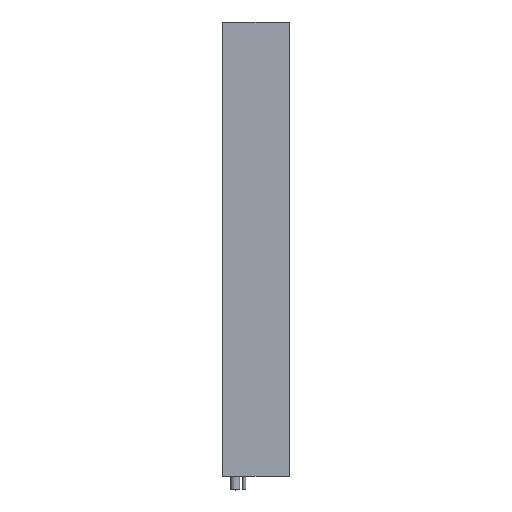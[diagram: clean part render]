
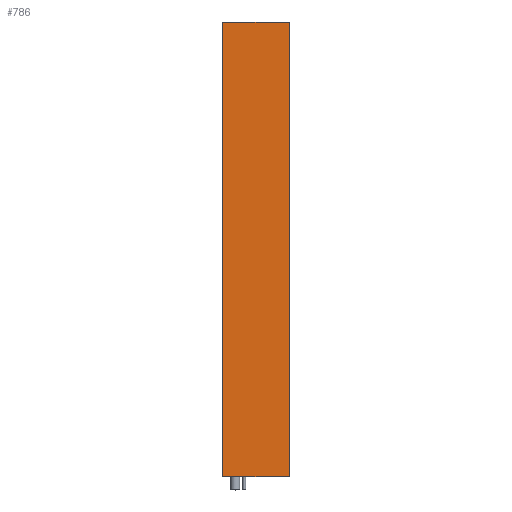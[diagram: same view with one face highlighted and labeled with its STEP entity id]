
A CAD part, top view. The second image highlights one B-rep face of the part: STEP entity #786.
In plain terms, the highlighted planar face has unit normal (0, 0, 1).
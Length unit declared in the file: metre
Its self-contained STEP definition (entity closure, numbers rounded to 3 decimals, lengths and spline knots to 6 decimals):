
#786 = ADVANCED_FACE( '', ( #2494 ), #2495, .T. );
#2494 = FACE_OUTER_BOUND( '', #4281, .T. );
#2495 = PLANE( '', #4282 );
#4281 = EDGE_LOOP( '', ( #10436, #10437, #10438, #10439 ) );
#4282 = AXIS2_PLACEMENT_3D( '', #10440, #10441, #10442 );
#10436 = ORIENTED_EDGE( '', *, *, #11402, .F. );
#10437 = ORIENTED_EDGE( '', *, *, #12964, .F. );
#10438 = ORIENTED_EDGE( '', *, *, #12965, .T. );
#10439 = ORIENTED_EDGE( '', *, *, #12966, .T. );
#10440 = CARTESIAN_POINT( '', ( 0.064, 0.8469, 0.00005 ) );
#10441 = DIRECTION( '', ( 0., 0., 1. ) );
#10442 = DIRECTION( '', ( 1., 0., 0. ) );
#11402 = EDGE_CURVE( '', #13847, #13849, #13850, .T. );
#12964 = EDGE_CURVE( '', #16381, #13847, #16382, .T. );
#12965 = EDGE_CURVE( '', #16381, #16383, #16384, .T. );
#12966 = EDGE_CURVE( '', #16383, #13849, #16385, .T. );
#13847 = VERTEX_POINT( '', #17551 );
#13849 = VERTEX_POINT( '', #17554 );
#13850 = LINE( '', #17555, #17556 );
#16381 = VERTEX_POINT( '', #21136 );
#16382 = LINE( '', #21137, #21138 );
#16383 = VERTEX_POINT( '', #21139 );
#16384 = LINE( '', #21140, #21141 );
#16385 = LINE( '', #21142, #21143 );
#17551 = CARTESIAN_POINT( '', ( 0.064, 0.0001, 0.00005 ) );
#17554 = CARTESIAN_POINT( '', ( -0.0595, 0.0001, 0.00005 ) );
#17555 = CARTESIAN_POINT( '', ( 0.064, 0.0001, 0.00005 ) );
#17556 = VECTOR( '', #22046, 1. );
#21136 = CARTESIAN_POINT( '', ( 0.064, 0.8469, 0.00005 ) );
#21137 = CARTESIAN_POINT( '', ( 0.064, 0.8469, 0.00005 ) );
#21138 = VECTOR( '', #24632, 1. );
#21139 = CARTESIAN_POINT( '', ( -0.0595, 0.8469, 0.00005 ) );
#21140 = CARTESIAN_POINT( '', ( 0.064, 0.8469, 0.00005 ) );
#21141 = VECTOR( '', #24633, 1. );
#21142 = CARTESIAN_POINT( '', ( -0.0595, 0.8469, 0.00005 ) );
#21143 = VECTOR( '', #24634, 1. );
#22046 = DIRECTION( '', ( -1., 0., 0. ) );
#24632 = DIRECTION( '', ( 0., -1., 0. ) );
#24633 = DIRECTION( '', ( -1., 0., 0. ) );
#24634 = DIRECTION( '', ( 0., -1., 0. ) );
